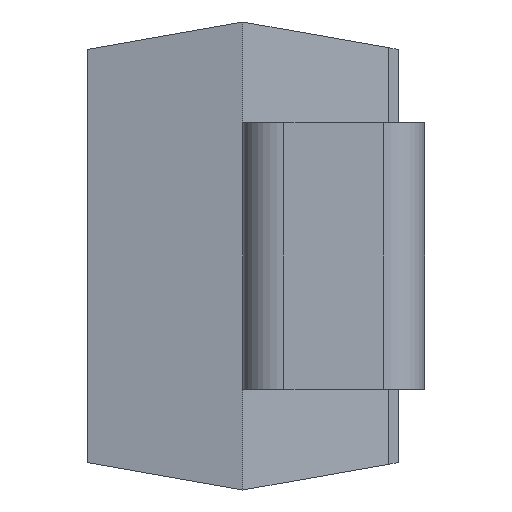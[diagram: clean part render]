
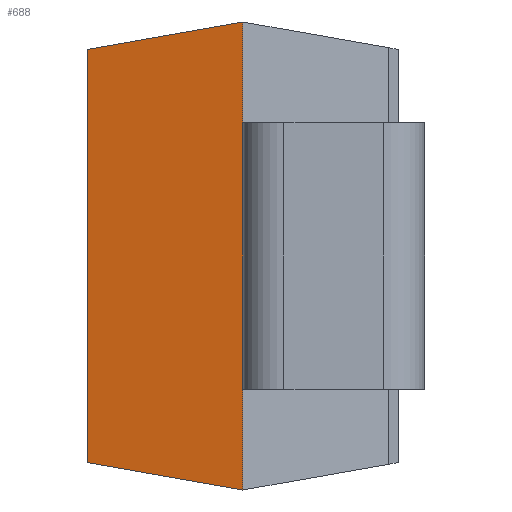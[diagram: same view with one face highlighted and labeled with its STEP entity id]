
A CAD part, left-side view. The second image highlights one B-rep face of the part: STEP entity #688.
In plain terms, the highlighted planar face has unit normal (-0.985, 0.174, 0).
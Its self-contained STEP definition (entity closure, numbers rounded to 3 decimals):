
#42 = AXIS2_PLACEMENT_3D ( 'NONE', #1458, #766, #1107 ) ;
#47 = DIRECTION ( 'NONE',  ( 0., 0., 1. ) ) ;
#50 = CARTESIAN_POINT ( 'NONE',  ( -1.99, 1.204, 1.598 ) ) ;
#79 = DIRECTION ( 'NONE',  ( -0.171, -0.97, -0.171 ) ) ;
#104 = ORIENTED_EDGE ( 'NONE', *, *, #844, .T. ) ;
#210 = VERTEX_POINT ( 'NONE', #50 ) ;
#262 = VECTOR ( 'NONE', #797, 1000. ) ;
#273 = CARTESIAN_POINT ( 'NONE',  ( -2.202, 0., 1.81 ) ) ;
#305 = CARTESIAN_POINT ( 'NONE',  ( -2.203, 0., -1.81 ) ) ;
#310 = ORIENTED_EDGE ( 'NONE', *, *, #593, .F. ) ;
#325 = VECTOR ( 'NONE', #47, 1000. ) ;
#364 = LINE ( 'NONE', #273, #1385 ) ;
#411 = VERTEX_POINT ( 'NONE', #701 ) ;
#446 = EDGE_LOOP ( 'NONE', ( #1338, #1198, #310, #104 ) ) ;
#462 = EDGE_CURVE ( 'NONE', #842, #411, #364, .T. ) ;
#507 = DIRECTION ( 'NONE',  ( 0., 0., 1. ) ) ;
#593 = EDGE_CURVE ( 'NONE', #621, #210, #801, .T. ) ;
#621 = VERTEX_POINT ( 'NONE', #995 ) ;
#688 = ADVANCED_FACE ( 'NONE', ( #1470 ), #773, .T. ) ;
#701 = CARTESIAN_POINT ( 'NONE',  ( -2.202, 0., 1.81 ) ) ;
#766 = DIRECTION ( 'NONE',  ( -0.985, 0.174, 0. ) ) ;
#773 = PLANE ( 'NONE',  #42 ) ;
#783 = VECTOR ( 'NONE', #79, 1000. ) ;
#797 = DIRECTION ( 'NONE',  ( -0.171, -0.97, 0.171 ) ) ;
#801 = LINE ( 'NONE', #893, #325 ) ;
#842 = VERTEX_POINT ( 'NONE', #305 ) ;
#844 = EDGE_CURVE ( 'NONE', #621, #842, #934, .T. ) ;
#854 = LINE ( 'NONE', #1506, #262 ) ;
#893 = CARTESIAN_POINT ( 'NONE',  ( -1.99, 1.204, 1.81 ) ) ;
#934 = LINE ( 'NONE', #1483, #783 ) ;
#935 = EDGE_CURVE ( 'NONE', #210, #411, #854, .T. ) ;
#995 = CARTESIAN_POINT ( 'NONE',  ( -1.99, 1.204, -1.598 ) ) ;
#1107 = DIRECTION ( 'NONE',  ( -0.174, -0.985, 0. ) ) ;
#1198 = ORIENTED_EDGE ( 'NONE', *, *, #935, .F. ) ;
#1338 = ORIENTED_EDGE ( 'NONE', *, *, #462, .T. ) ;
#1385 = VECTOR ( 'NONE', #507, 1000. ) ;
#1458 = CARTESIAN_POINT ( 'NONE',  ( -2.202, 0., 1.81 ) ) ;
#1470 = FACE_OUTER_BOUND ( 'NONE', #446, .T. ) ;
#1483 = CARTESIAN_POINT ( 'NONE',  ( -2.097, 0.601, -1.704 ) ) ;
#1506 = CARTESIAN_POINT ( 'NONE',  ( -2.074, 0.731, 1.681 ) ) ;
